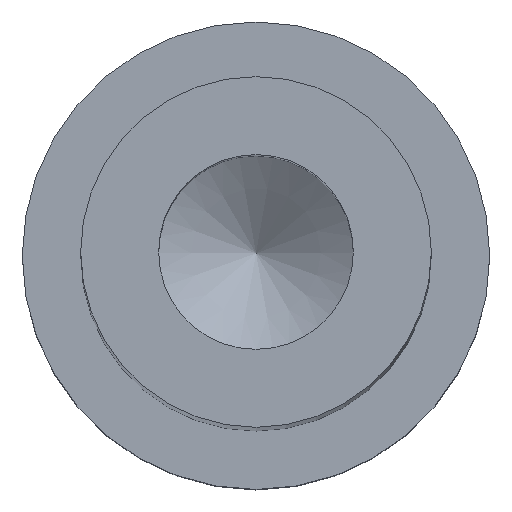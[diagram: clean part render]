
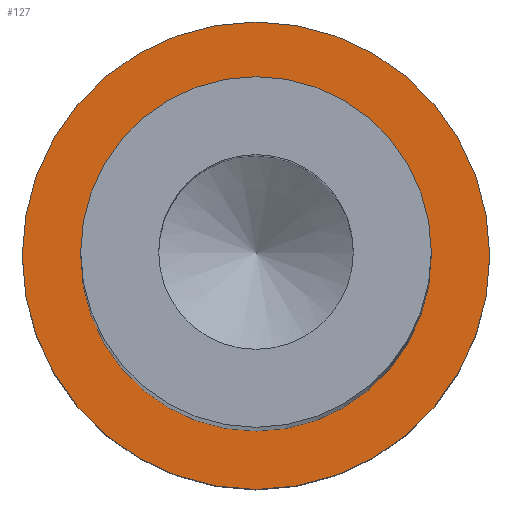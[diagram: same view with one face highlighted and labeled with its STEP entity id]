
A CAD part, top view. The second image highlights one B-rep face of the part: STEP entity #127.
In plain terms, the highlighted planar face has unit normal (0, 0, 1).
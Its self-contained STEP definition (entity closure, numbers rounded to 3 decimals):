
#16=FACE_BOUND('',#43,.T.);
#19=PLANE('',#158);
#32=FACE_OUTER_BOUND('',#42,.T.);
#42=EDGE_LOOP('',(#114));
#43=EDGE_LOOP('',(#115));
#63=CIRCLE('',#153,3.);
#64=CIRCLE('',#156,4.);
#73=VERTEX_POINT('',#224);
#74=VERTEX_POINT('',#229);
#86=EDGE_CURVE('',#73,#73,#63,.T.);
#87=EDGE_CURVE('',#74,#74,#64,.T.);
#114=ORIENTED_EDGE('',*,*,#87,.T.);
#115=ORIENTED_EDGE('',*,*,#86,.T.);
#127=ADVANCED_FACE('',(#32,#16),#19,.T.);
#153=AXIS2_PLACEMENT_3D('',#226,#187,#188);
#156=AXIS2_PLACEMENT_3D('',#230,#193,#194);
#158=AXIS2_PLACEMENT_3D('',#234,#198,#199);
#187=DIRECTION('center_axis',(0.,0.,-1.));
#188=DIRECTION('ref_axis',(-1.,0.,0.));
#193=DIRECTION('center_axis',(0.,0.,1.));
#194=DIRECTION('ref_axis',(1.,0.,0.));
#198=DIRECTION('center_axis',(0.,0.,1.));
#199=DIRECTION('ref_axis',(1.,0.,0.));
#224=CARTESIAN_POINT('',(-87.,0.,5.));
#226=CARTESIAN_POINT('Origin',(-90.,0.,5.));
#229=CARTESIAN_POINT('',(-94.,0.,5.));
#230=CARTESIAN_POINT('Origin',(-90.,0.,5.));
#234=CARTESIAN_POINT('Origin',(-90.,0.,5.));
